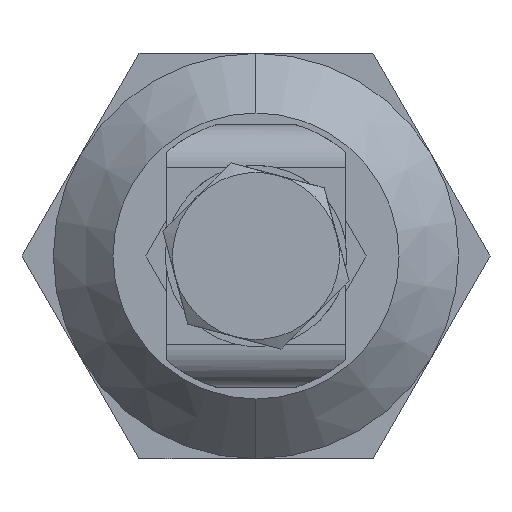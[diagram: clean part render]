
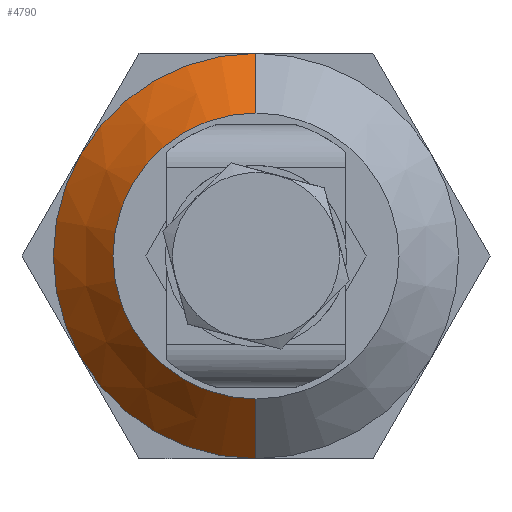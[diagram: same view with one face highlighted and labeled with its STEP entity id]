
A CAD part, front view. The second image highlights one B-rep face of the part: STEP entity #4790.
In plain terms, the highlighted conical face has half-angle 45 degrees and reference radius 8.5 mm.
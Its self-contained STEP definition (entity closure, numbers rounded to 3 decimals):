
#688 = EDGE_CURVE ( 'NONE', #2984, #7009, #2647, .T. ) ;
#843 = DIRECTION ( 'NONE',  ( 0.707, 0., 0.707 ) ) ;
#944 = VERTEX_POINT ( 'NONE', #3514 ) ;
#1070 = CARTESIAN_POINT ( 'NONE',  ( 11.5, 0., 8.5 ) ) ;
#1172 = VECTOR ( 'NONE', #843, 1000. ) ;
#1338 = AXIS2_PLACEMENT_3D ( 'NONE', #4418, #4971, #7227 ) ;
#1463 = ORIENTED_EDGE ( 'NONE', *, *, #688, .T. ) ;
#1729 = CARTESIAN_POINT ( 'NONE',  ( 11.5, 0., -8.5 ) ) ;
#1784 = CONICAL_SURFACE ( 'NONE', #1338, 8.5, 0.785 ) ;
#2131 = EDGE_LOOP ( 'NONE', ( #2930, #1463, #3858, #5673 ) ) ;
#2210 = CIRCLE ( 'NONE', #2350, 6. ) ;
#2350 = AXIS2_PLACEMENT_3D ( 'NONE', #6161, #2795, #6727 ) ;
#2508 = CARTESIAN_POINT ( 'NONE',  ( 11.5, 0., 0. ) ) ;
#2647 = LINE ( 'NONE', #1070, #1172 ) ;
#2785 = EDGE_CURVE ( 'NONE', #7009, #3737, #3224, .T. ) ;
#2795 = DIRECTION ( 'NONE',  ( -1., 0., 0. ) ) ;
#2818 = CARTESIAN_POINT ( 'NONE',  ( 9., 0., 6. ) ) ;
#2930 = ORIENTED_EDGE ( 'NONE', *, *, #6210, .F. ) ;
#2984 = VERTEX_POINT ( 'NONE', #2818 ) ;
#3042 = DIRECTION ( 'NONE',  ( 0., 0., 1. ) ) ;
#3224 = CIRCLE ( 'NONE', #4534, 8.5 ) ;
#3425 = FACE_OUTER_BOUND ( 'NONE', #2131, .T. ) ;
#3514 = CARTESIAN_POINT ( 'NONE',  ( 9., 0., -6. ) ) ;
#3544 = CARTESIAN_POINT ( 'NONE',  ( 11.5, 0., 8.5 ) ) ;
#3737 = VERTEX_POINT ( 'NONE', #3891 ) ;
#3858 = ORIENTED_EDGE ( 'NONE', *, *, #2785, .T. ) ;
#3891 = CARTESIAN_POINT ( 'NONE',  ( 11.5, 0., -8.5 ) ) ;
#4418 = CARTESIAN_POINT ( 'NONE',  ( 11.5, 0., 0. ) ) ;
#4534 = AXIS2_PLACEMENT_3D ( 'NONE', #2508, #6425, #3042 ) ;
#4790 = ADVANCED_FACE ( 'NONE', ( #3425 ), #1784, .T. ) ;
#4896 = EDGE_CURVE ( 'NONE', #944, #3737, #7038, .T. ) ;
#4971 = DIRECTION ( 'NONE',  ( 1., 0., 0. ) ) ;
#5544 = VECTOR ( 'NONE', #5661, 1000. ) ;
#5661 = DIRECTION ( 'NONE',  ( 0.707, 0., -0.707 ) ) ;
#5673 = ORIENTED_EDGE ( 'NONE', *, *, #4896, .F. ) ;
#6161 = CARTESIAN_POINT ( 'NONE',  ( 9., 0., 0. ) ) ;
#6210 = EDGE_CURVE ( 'NONE', #2984, #944, #2210, .T. ) ;
#6425 = DIRECTION ( 'NONE',  ( -1., 0., 0. ) ) ;
#6727 = DIRECTION ( 'NONE',  ( 0., 0., 1. ) ) ;
#7009 = VERTEX_POINT ( 'NONE', #3544 ) ;
#7038 = LINE ( 'NONE', #1729, #5544 ) ;
#7227 = DIRECTION ( 'NONE',  ( 0., 0., -1. ) ) ;
